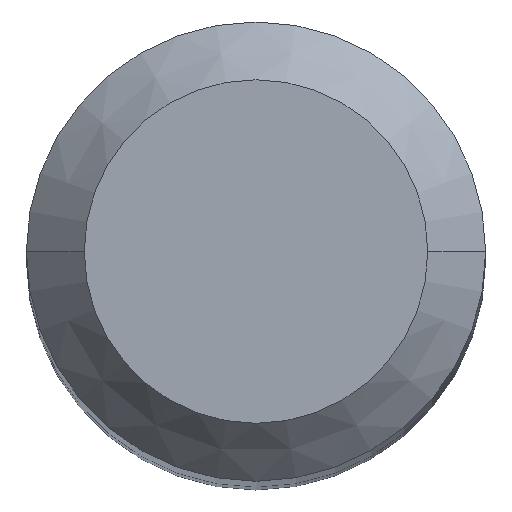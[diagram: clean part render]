
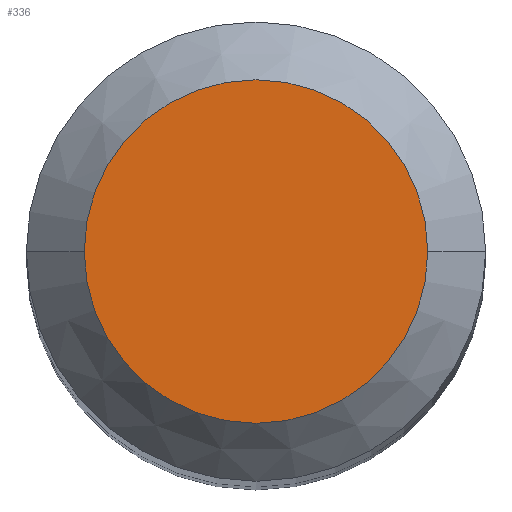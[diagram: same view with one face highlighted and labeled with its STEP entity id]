
A CAD part, top view. The second image highlights one B-rep face of the part: STEP entity #336.
In plain terms, the highlighted planar face has unit normal (0, 0, 1).
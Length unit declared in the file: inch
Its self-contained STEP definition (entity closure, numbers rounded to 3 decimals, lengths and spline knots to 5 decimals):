
#8 = FACE_OUTER_BOUND ( 'NONE', #333, .T. ) ;
#26 = ORIENTED_EDGE ( 'NONE', *, *, #221, .T. ) ;
#39 = VERTEX_POINT ( 'NONE', #48 ) ;
#42 = AXIS2_PLACEMENT_3D ( 'NONE', #278, #114, #250 ) ;
#48 = CARTESIAN_POINT ( 'NONE',  ( 0.09275, 0., 0. ) ) ;
#55 = DIRECTION ( 'NONE',  ( 1., 0., 0. ) ) ;
#94 = PLANE ( 'NONE',  #174 ) ;
#112 = VERTEX_POINT ( 'NONE', #296 ) ;
#113 = DIRECTION ( 'NONE',  ( 0., 0., 1. ) ) ;
#114 = DIRECTION ( 'NONE',  ( 0., 0., 1. ) ) ;
#123 = DIRECTION ( 'NONE',  ( 0., 0., -1. ) ) ;
#171 = EDGE_CURVE ( 'NONE', #39, #112, #305, .T. ) ;
#174 = AXIS2_PLACEMENT_3D ( 'NONE', #315, #123, #223 ) ;
#200 = ORIENTED_EDGE ( 'NONE', *, *, #171, .T. ) ;
#221 = EDGE_CURVE ( 'NONE', #112, #39, #317, .T. ) ;
#223 = DIRECTION ( 'NONE',  ( -1., 0., 0. ) ) ;
#250 = DIRECTION ( 'NONE',  ( 1., 0., 0. ) ) ;
#278 = CARTESIAN_POINT ( 'NONE',  ( 0., 0., 0. ) ) ;
#296 = CARTESIAN_POINT ( 'NONE',  ( -0.09275, 0., 0. ) ) ;
#299 = AXIS2_PLACEMENT_3D ( 'NONE', #365, #113, #55 ) ;
#305 = CIRCLE ( 'NONE', #299, 0.09275 ) ;
#315 = CARTESIAN_POINT ( 'NONE',  ( 0., 0., 0. ) ) ;
#317 = CIRCLE ( 'NONE', #42, 0.09275 ) ;
#333 = EDGE_LOOP ( 'NONE', ( #26, #200 ) ) ;
#336 = ADVANCED_FACE ( 'NONE', ( #8 ), #94, .F. ) ;
#365 = CARTESIAN_POINT ( 'NONE',  ( 0., 0., 0. ) ) ;
